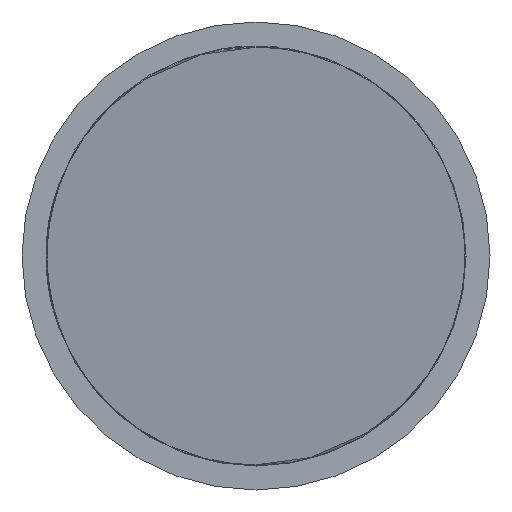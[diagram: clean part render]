
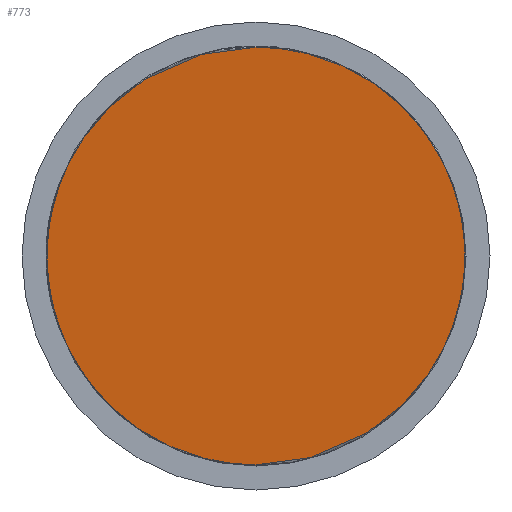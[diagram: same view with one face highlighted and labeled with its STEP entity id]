
A CAD part, front view. The second image highlights one B-rep face of the part: STEP entity #773.
In plain terms, the highlighted planar face has unit normal (0.866, -0.5, 0).
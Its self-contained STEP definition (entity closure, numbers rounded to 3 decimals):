
#55 = CARTESIAN_POINT ( 'NONE',  ( -3.48, -25.014, 1.74 ) ) ;
#392 = VERTEX_POINT ( 'NONE', #2647 ) ;
#642 = FACE_OUTER_BOUND ( 'NONE', #1764, .T. ) ;
#773 = ADVANCED_FACE ( 'Defeature ausgef�hrt1_6', ( #642 ), #2119, .F. ) ;
#800 = DIRECTION ( 'NONE',  ( -0.5, -0.866, 0. ) ) ;
#817 = EDGE_CURVE ( 'Defeature ausgef�hrt1_6+Defeature ausgef�hrt1_4+Defeature ausgef�hrt1_4+Defeature ausgef�hrt1_4', #3046, #392, #3178, .T. ) ;
#1232 = CARTESIAN_POINT ( 'NONE',  ( 0., -18.986, -1.74 ) ) ;
#1757 = CARTESIAN_POINT ( 'NONE',  ( 3.48, -12.959, 1.74 ) ) ;
#1764 = EDGE_LOOP ( 'NONE', ( #1812, #2866 ) ) ;
#1812 = ORIENTED_EDGE ( 'NONE', *, *, #817, .T. ) ;
#1881 = DIRECTION ( 'NONE',  ( -0.866, 0.5, 0. ) ) ;
#2016 = CARTESIAN_POINT ( 'NONE',  ( 3.48, -12.959, -1.74 ) ) ;
#2119 = PLANE ( 'NONE',  #2789 ) ;
#2173 = EDGE_CURVE ( 'Defeature ausgef�hrt1_6+Defeature ausgef�hrt1_4+Defeature ausgef�hrt1_4+Defeature ausgef�hrt1_4', #392, #3046, #2596, .T. ) ;
#2258 = CARTESIAN_POINT ( 'NONE',  ( 0., -18.986, 1.74 ) ) ;
#2264 = CARTESIAN_POINT ( 'NONE',  ( 0., -18.986, 1.74 ) ) ;
#2269 = CARTESIAN_POINT ( 'NONE',  ( 0., -18.986, -1.74 ) ) ;
#2421 = CARTESIAN_POINT ( 'NONE',  ( -3.48, -25.014, -1.74 ) ) ;
#2596 =( BOUNDED_CURVE ( )  B_SPLINE_CURVE ( 3, ( #2269, #2016, #1757, #2258 ),
 .UNSPECIFIED., .F., .T. ) 
 B_SPLINE_CURVE_WITH_KNOTS ( ( 4, 4 ),
 ( 4.712, 7.854 ),
 .UNSPECIFIED. ) 
 CURVE ( )  GEOMETRIC_REPRESENTATION_ITEM ( )  RATIONAL_B_SPLINE_CURVE ( ( 1., 0.333, 0.333, 1. ) ) 
 REPRESENTATION_ITEM ( '' )  );
#2638 = CARTESIAN_POINT ( 'NONE',  ( -1.74, -22., -10. ) ) ;
#2647 = CARTESIAN_POINT ( 'NONE',  ( 0., -18.986, -1.74 ) ) ;
#2672 = CARTESIAN_POINT ( 'NONE',  ( 0., -18.986, 1.74 ) ) ;
#2789 = AXIS2_PLACEMENT_3D ( 'NONE', #2638, #1881, #800 ) ;
#2866 = ORIENTED_EDGE ( 'NONE', *, *, #2173, .T. ) ;
#3046 = VERTEX_POINT ( 'NONE', #2264 ) ;
#3178 =( BOUNDED_CURVE ( )  B_SPLINE_CURVE ( 3, ( #2672, #55, #2421, #1232 ),
 .UNSPECIFIED., .F., .F. ) 
 B_SPLINE_CURVE_WITH_KNOTS ( ( 4, 4 ),
 ( 1.571, 4.712 ),
 .UNSPECIFIED. ) 
 CURVE ( )  GEOMETRIC_REPRESENTATION_ITEM ( )  RATIONAL_B_SPLINE_CURVE ( ( 1., 0.333, 0.333, 1. ) ) 
 REPRESENTATION_ITEM ( '' )  );
